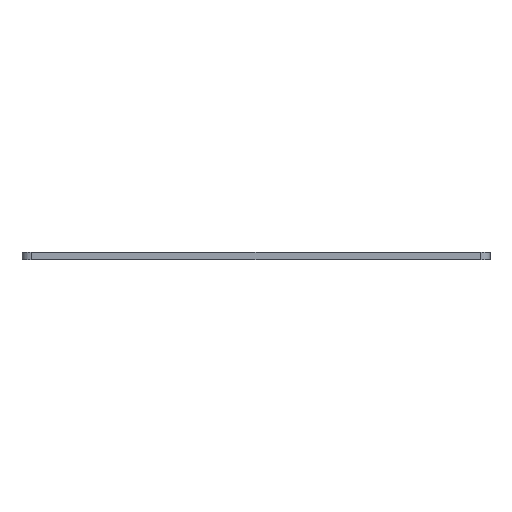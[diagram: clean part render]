
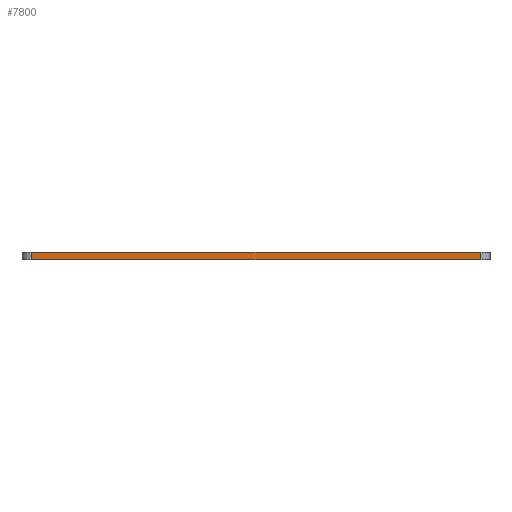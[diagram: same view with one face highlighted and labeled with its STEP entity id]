
A CAD part, front view. The second image highlights one B-rep face of the part: STEP entity #7800.
In plain terms, the highlighted planar face has unit normal (0, -1, 0).
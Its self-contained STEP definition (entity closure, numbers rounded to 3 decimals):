
#1273=FACE_OUTER_BOUND('',#2144,.T.);
#2144=EDGE_LOOP('',(#6239,#6240,#6241,#6242));
#2508=LINE('',#11370,#3099);
#2514=LINE('',#11395,#3105);
#2623=LINE('',#12100,#3214);
#2736=LINE('',#12819,#3327);
#3099=VECTOR('',#9049,1.);
#3105=VECTOR('',#9073,1.);
#3214=VECTOR('',#9670,1.);
#3327=VECTOR('',#10279,1.);
#3690=VERTEX_POINT('',#11367);
#3691=VERTEX_POINT('',#11369);
#3701=VERTEX_POINT('',#11393);
#4053=VERTEX_POINT('',#12099);
#4417=EDGE_CURVE('',#3690,#3691,#2508,.T.);
#4430=EDGE_CURVE('',#3701,#3690,#2514,.T.);
#4782=EDGE_CURVE('',#4053,#3691,#2623,.T.);
#5142=EDGE_CURVE('',#3701,#4053,#2736,.T.);
#6239=ORIENTED_EDGE('',*,*,#5142,.T.);
#6240=ORIENTED_EDGE('',*,*,#4782,.T.);
#6241=ORIENTED_EDGE('',*,*,#4417,.F.);
#6242=ORIENTED_EDGE('',*,*,#4430,.F.);
#7682=PLANE('',#8677);
#7800=ADVANCED_FACE('',(#1273),#7682,.T.);
#8677=AXIS2_PLACEMENT_3D('',#12818,#10277,#10278);
#9049=DIRECTION('',(0.,0.,1.));
#9073=DIRECTION('',(-1.,0.,0.));
#9670=DIRECTION('',(-1.,0.,0.));
#10277=DIRECTION('center_axis',(0.,-1.,
0.));
#10278=DIRECTION('ref_axis',(-1.,0.,0.));
#10279=DIRECTION('',(0.,0.,1.));
#11367=CARTESIAN_POINT('',(22.242,-155.018,0.));
#11369=CARTESIAN_POINT('',(22.242,-155.018,1.6));
#11370=CARTESIAN_POINT('',(22.242,-155.018,0.));
#11393=CARTESIAN_POINT('',(116.5,-155.001,0.));
#11395=CARTESIAN_POINT('',(116.5,-155.001,0.));
#12099=CARTESIAN_POINT('',(116.5,-155.001,1.6));
#12100=CARTESIAN_POINT('',(116.5,-155.001,1.6));
#12818=CARTESIAN_POINT('Origin',(116.5,-155.001,0.));
#12819=CARTESIAN_POINT('',(116.5,-155.001,0.));
